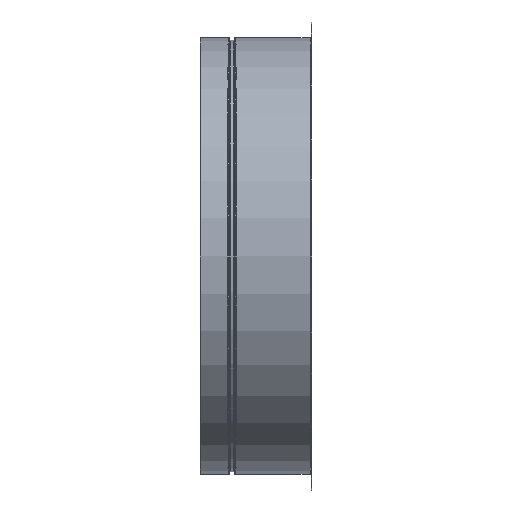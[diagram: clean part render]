
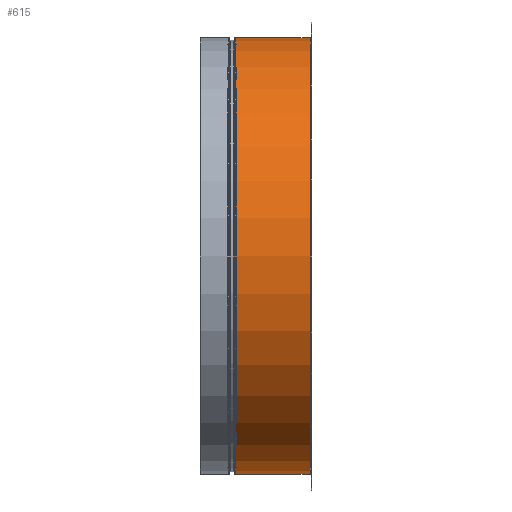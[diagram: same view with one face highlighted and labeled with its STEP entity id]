
A CAD part, left-side view. The second image highlights one B-rep face of the part: STEP entity #615.
In plain terms, the highlighted cylindrical face has radius 200 mm (diameter 400 mm), a partial arc.
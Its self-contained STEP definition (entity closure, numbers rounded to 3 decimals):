
#25 = DIRECTION ( 'NONE',  ( 0., -1., 0. ) ) ;
#82 = DIRECTION ( 'NONE',  ( 0., -1., 0. ) ) ;
#254 = CIRCLE ( 'NONE', #573, 200. ) ;
#277 = DIRECTION ( 'NONE',  ( 0., 0., -1. ) ) ;
#284 = EDGE_CURVE ( 'NONE', #1120, #635, #1104, .T. ) ;
#288 = ORIENTED_EDGE ( 'NONE', *, *, #896, .F. ) ;
#320 = ORIENTED_EDGE ( 'NONE', *, *, #284, .T. ) ;
#382 = ORIENTED_EDGE ( 'NONE', *, *, #745, .T. ) ;
#459 = CYLINDRICAL_SURFACE ( 'NONE', #1164, 200. ) ;
#477 = DIRECTION ( 'NONE',  ( 0., -1., 0. ) ) ;
#480 = CARTESIAN_POINT ( 'NONE',  ( 0., 0., -200. ) ) ;
#501 = LINE ( 'NONE', #967, #996 ) ;
#510 = DIRECTION ( 'NONE',  ( 0., -1., 0. ) ) ;
#573 = AXIS2_PLACEMENT_3D ( 'NONE', #603, #785, #890 ) ;
#581 = EDGE_LOOP ( 'NONE', ( #874, #382, #320, #288 ) ) ;
#603 = CARTESIAN_POINT ( 'NONE',  ( 0., 1.8, 0. ) ) ;
#615 = ADVANCED_FACE ( 'Y�z1', ( #617 ), #459, .T. ) ;
#617 = FACE_OUTER_BOUND ( 'NONE', #581, .T. ) ;
#635 = VERTEX_POINT ( 'NONE', #990 ) ;
#678 = CARTESIAN_POINT ( 'NONE',  ( 0., 69.7, 0. ) ) ;
#745 = EDGE_CURVE ( 'NONE', #1127, #1120, #808, .T. ) ;
#785 = DIRECTION ( 'NONE',  ( 0., -1., 0. ) ) ;
#808 = CIRCLE ( 'NONE', #1035, 200. ) ;
#853 = CARTESIAN_POINT ( 'NONE',  ( 0., 69.7, 200. ) ) ;
#874 = ORIENTED_EDGE ( 'NONE', *, *, #910, .F. ) ;
#890 = DIRECTION ( 'NONE',  ( 0., 0., -1. ) ) ;
#896 = EDGE_CURVE ( 'Kenar3', #1038, #635, #254, .T. ) ;
#900 = CARTESIAN_POINT ( 'NONE',  ( 0., 0., 0. ) ) ;
#910 = EDGE_CURVE ( 'NONE', #1127, #1038, #501, .T. ) ;
#917 = VECTOR ( 'NONE', #25, 1000. ) ;
#967 = CARTESIAN_POINT ( 'NONE',  ( 0., 0., 200. ) ) ;
#990 = CARTESIAN_POINT ( 'NONE',  ( 0., 1.8, -200. ) ) ;
#996 = VECTOR ( 'NONE', #510, 1000. ) ;
#1035 = AXIS2_PLACEMENT_3D ( 'NONE', #678, #477, #1041 ) ;
#1038 = VERTEX_POINT ( 'NONE', #1091 ) ;
#1041 = DIRECTION ( 'NONE',  ( 0., 0., -1. ) ) ;
#1091 = CARTESIAN_POINT ( 'NONE',  ( 0., 1.8, 200. ) ) ;
#1101 = CARTESIAN_POINT ( 'NONE',  ( 0., 69.7, -200. ) ) ;
#1104 = LINE ( 'NONE', #480, #917 ) ;
#1120 = VERTEX_POINT ( 'NONE', #1101 ) ;
#1127 = VERTEX_POINT ( 'NONE', #853 ) ;
#1164 = AXIS2_PLACEMENT_3D ( 'NONE', #900, #82, #277 ) ;
